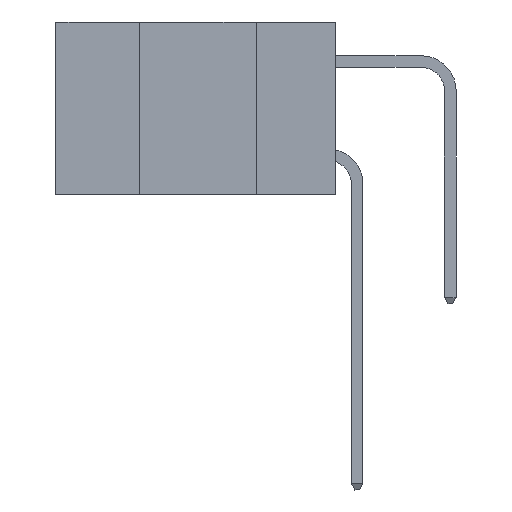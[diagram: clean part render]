
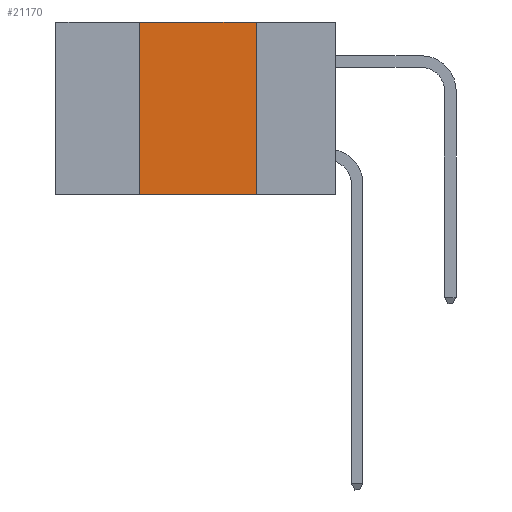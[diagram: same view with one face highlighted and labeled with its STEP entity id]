
A CAD part, left-side view. The second image highlights one B-rep face of the part: STEP entity #21170.
In plain terms, the highlighted planar face has unit normal (-1, 0, 0).
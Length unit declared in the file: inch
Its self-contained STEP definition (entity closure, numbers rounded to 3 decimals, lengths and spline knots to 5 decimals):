
#246 = DIRECTION ( 'NONE',  ( 0., 0., -1. ) ) ;
#920 = CARTESIAN_POINT ( 'NONE',  ( 0., 0.6, -0.37 ) ) ;
#1194 = CARTESIAN_POINT ( 'NONE',  ( 0., 0.17, 0. ) ) ;
#1500 = VERTEX_POINT ( 'NONE', #23584 ) ;
#2091 = VERTEX_POINT ( 'NONE', #3944 ) ;
#2554 = LINE ( 'NONE', #20686, #11813 ) ;
#2622 = DIRECTION ( 'NONE',  ( 0., -1., 0. ) ) ;
#3944 = CARTESIAN_POINT ( 'NONE',  ( 0., 0.42, 0. ) ) ;
#5818 = LINE ( 'NONE', #1194, #15035 ) ;
#7438 = EDGE_CURVE ( 'NONE', #1500, #2091, #2554, .T. ) ;
#8413 = CARTESIAN_POINT ( 'NONE',  ( 0., 0.6, 0. ) ) ;
#11813 = VECTOR ( 'NONE', #32210, 39.37008 ) ;
#12830 = VECTOR ( 'NONE', #24099, 39.37008 ) ;
#14550 = DIRECTION ( 'NONE',  ( 1., 0., 0. ) ) ;
#15035 = VECTOR ( 'NONE', #29196, 39.37008 ) ;
#15088 = VERTEX_POINT ( 'NONE', #16548 ) ;
#15154 = ORIENTED_EDGE ( 'NONE', *, *, #22034, .F. ) ;
#15583 = AXIS2_PLACEMENT_3D ( 'NONE', #25580, #14550, #246 ) ;
#16548 = CARTESIAN_POINT ( 'NONE',  ( 0., 0.17, -0.37 ) ) ;
#17321 = EDGE_CURVE ( 'NONE', #1500, #15088, #30121, .T. ) ;
#17417 = CARTESIAN_POINT ( 'NONE',  ( 0., 0.17, 0. ) ) ;
#18775 = FACE_OUTER_BOUND ( 'NONE', #19097, .T. ) ;
#19097 = EDGE_LOOP ( 'NONE', ( #15154, #23733, #23097, #31485 ) ) ;
#20686 = CARTESIAN_POINT ( 'NONE',  ( 0., 0.42, 0. ) ) ;
#21170 = ADVANCED_FACE ( 'NONE', ( #18775 ), #28529, .F. ) ;
#21725 = LINE ( 'NONE', #8413, #31466 ) ;
#22034 = EDGE_CURVE ( 'NONE', #27083, #15088, #5818, .T. ) ;
#23097 = ORIENTED_EDGE ( 'NONE', *, *, #7438, .F. ) ;
#23584 = CARTESIAN_POINT ( 'NONE',  ( 0., 0.42, -0.37 ) ) ;
#23733 = ORIENTED_EDGE ( 'NONE', *, *, #32368, .F. ) ;
#24099 = DIRECTION ( 'NONE',  ( 0., -1., 0. ) ) ;
#25580 = CARTESIAN_POINT ( 'NONE',  ( 0., 0.6, 0. ) ) ;
#27083 = VERTEX_POINT ( 'NONE', #17417 ) ;
#28529 = PLANE ( 'NONE',  #15583 ) ;
#29196 = DIRECTION ( 'NONE',  ( 0., 0., -1. ) ) ;
#30121 = LINE ( 'NONE', #920, #12830 ) ;
#31466 = VECTOR ( 'NONE', #2622, 39.37008 ) ;
#31485 = ORIENTED_EDGE ( 'NONE', *, *, #17321, .T. ) ;
#32210 = DIRECTION ( 'NONE',  ( 0., 0., 1. ) ) ;
#32368 = EDGE_CURVE ( 'NONE', #2091, #27083, #21725, .T. ) ;
